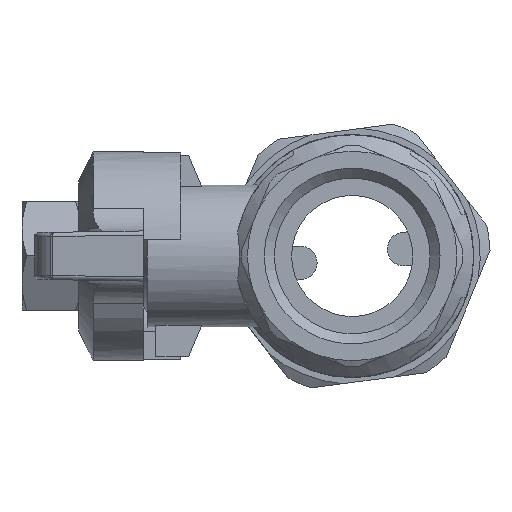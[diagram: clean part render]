
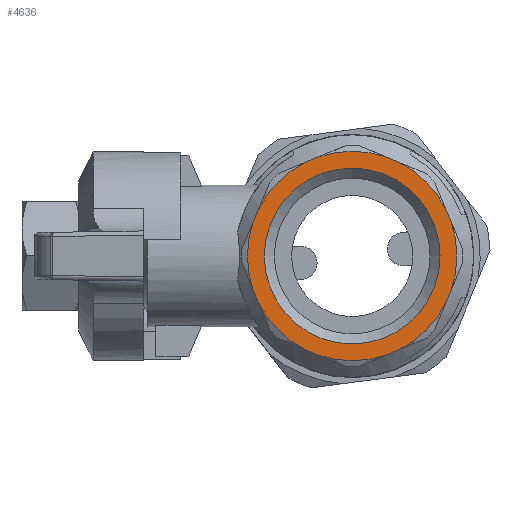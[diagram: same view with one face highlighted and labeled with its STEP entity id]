
A CAD part, left-side view. The second image highlights one B-rep face of the part: STEP entity #4636.
In plain terms, the highlighted face is planar.
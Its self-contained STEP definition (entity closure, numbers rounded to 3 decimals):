
#337=LINE('',#8844,#563);
#345=LINE('',#9175,#571);
#346=LINE('',#9176,#572);
#347=LINE('',#9181,#573);
#348=LINE('',#9185,#574);
#349=LINE('',#9186,#575);
#350=LINE('',#9190,#576);
#351=LINE('',#9191,#577);
#563=VECTOR('',#6971,1000.);
#571=VECTOR('',#7015,1000.);
#572=VECTOR('',#7016,1000.);
#573=VECTOR('',#7021,1000.);
#574=VECTOR('',#7024,1000.);
#575=VECTOR('',#7025,1000.);
#576=VECTOR('',#7028,1000.);
#577=VECTOR('',#7029,1000.);
#835=PLANE('',#6216);
#1209=ORIENTED_EDGE('',*,*,#2433,.F.);
#1210=ORIENTED_EDGE('',*,*,#2420,.T.);
#1211=ORIENTED_EDGE('',*,*,#2434,.F.);
#1212=ORIENTED_EDGE('',*,*,#2435,.T.);
#1213=ORIENTED_EDGE('',*,*,#2402,.F.);
#1214=ORIENTED_EDGE('',*,*,#2436,.T.);
#1215=ORIENTED_EDGE('',*,*,#2437,.F.);
#1216=ORIENTED_EDGE('',*,*,#2438,.T.);
#1217=ORIENTED_EDGE('',*,*,#2439,.F.);
#1218=ORIENTED_EDGE('',*,*,#2424,.T.);
#1219=ORIENTED_EDGE('',*,*,#2440,.F.);
#1220=ORIENTED_EDGE('',*,*,#2441,.T.);
#1221=ORIENTED_EDGE('',*,*,#2442,.F.);
#1222=ORIENTED_EDGE('',*,*,#2416,.T.);
#1223=ORIENTED_EDGE('',*,*,#2443,.F.);
#1224=ORIENTED_EDGE('',*,*,#2412,.T.);
#1225=ORIENTED_EDGE('',*,*,#2444,.F.);
#2402=EDGE_CURVE('',#3046,#3047,#337,.T.);
#2412=EDGE_CURVE('',#3057,#3056,#3479,.T.);
#2416=EDGE_CURVE('',#3061,#3060,#3481,.T.);
#2420=EDGE_CURVE('',#3065,#3064,#3483,.T.);
#2424=EDGE_CURVE('',#3069,#3068,#3485,.T.);
#2433=EDGE_CURVE('',#3065,#3056,#345,.T.);
#2434=EDGE_CURVE('',#3076,#3064,#346,.T.);
#2435=EDGE_CURVE('',#3076,#3047,#3489,.T.);
#2436=EDGE_CURVE('',#3046,#3077,#3490,.T.);
#2437=EDGE_CURVE('',#3078,#3077,#347,.T.);
#2438=EDGE_CURVE('',#3078,#3079,#3491,.T.);
#2439=EDGE_CURVE('',#3069,#3079,#348,.T.);
#2440=EDGE_CURVE('',#3080,#3068,#349,.T.);
#2441=EDGE_CURVE('',#3080,#3081,#3492,.T.);
#2442=EDGE_CURVE('',#3061,#3081,#350,.T.);
#2443=EDGE_CURVE('',#3057,#3060,#351,.T.);
#2444=EDGE_CURVE('',#3082,#3082,#3493,.T.);
#3046=VERTEX_POINT('',#8843);
#3047=VERTEX_POINT('',#8845);
#3056=VERTEX_POINT('',#8960);
#3057=VERTEX_POINT('',#8962);
#3060=VERTEX_POINT('',#9017);
#3061=VERTEX_POINT('',#9019);
#3064=VERTEX_POINT('',#9074);
#3065=VERTEX_POINT('',#9076);
#3068=VERTEX_POINT('',#9131);
#3069=VERTEX_POINT('',#9133);
#3076=VERTEX_POINT('',#9177);
#3077=VERTEX_POINT('',#9180);
#3078=VERTEX_POINT('',#9182);
#3079=VERTEX_POINT('',#9184);
#3080=VERTEX_POINT('',#9187);
#3081=VERTEX_POINT('',#9189);
#3082=VERTEX_POINT('',#9193);
#3479=CIRCLE('',#6201,12.53);
#3481=CIRCLE('',#6204,12.53);
#3483=CIRCLE('',#6207,12.53);
#3485=CIRCLE('',#6210,12.53);
#3489=CIRCLE('',#6217,12.53);
#3490=CIRCLE('',#6218,12.53);
#3491=CIRCLE('',#6219,12.53);
#3492=CIRCLE('',#6220,12.53);
#3493=CIRCLE('',#6221,10.516);
#3797=EDGE_LOOP('',(#1209,#1210,#1211,#1212,#1213,#1214,#1215,#1216,#1217,
#1218,#1219,#1220,#1221,#1222,#1223,#1224));
#3798=EDGE_LOOP('',(#1225));
#4190=FACE_BOUND('',#3797,.T.);
#4191=FACE_BOUND('',#3798,.T.);
#4636=ADVANCED_FACE('',(#4190,#4191),#835,.T.);
#6201=AXIS2_PLACEMENT_3D('',#8961,#6979,#6980);
#6204=AXIS2_PLACEMENT_3D('',#9018,#6985,#6986);
#6207=AXIS2_PLACEMENT_3D('',#9075,#6991,#6992);
#6210=AXIS2_PLACEMENT_3D('',#9132,#6997,#6998);
#6216=AXIS2_PLACEMENT_3D('',#9174,#7013,#7014);
#6217=AXIS2_PLACEMENT_3D('',#9178,#7017,#7018);
#6218=AXIS2_PLACEMENT_3D('',#9179,#7019,#7020);
#6219=AXIS2_PLACEMENT_3D('',#9183,#7022,#7023);
#6220=AXIS2_PLACEMENT_3D('',#9188,#7026,#7027);
#6221=AXIS2_PLACEMENT_3D('',#9192,#7030,#7031);
#6971=DIRECTION('',(-1.,0.,0.));
#6979=DIRECTION('',(0.,0.,1.));
#6980=DIRECTION('',(1.,0.,0.));
#6985=DIRECTION('',(0.,0.,1.));
#6986=DIRECTION('',(1.,0.,0.));
#6991=DIRECTION('',(0.,0.,1.));
#6992=DIRECTION('',(1.,0.,0.));
#6997=DIRECTION('',(0.,0.,1.));
#6998=DIRECTION('',(1.,0.,0.));
#7013=DIRECTION('',(0.,0.,1.));
#7014=DIRECTION('',(1.,0.,0.));
#7015=DIRECTION('',(0.,1.,0.));
#7016=DIRECTION('',(-0.707,0.707,0.));
#7017=DIRECTION('',(0.,0.,1.));
#7018=DIRECTION('',(1.,0.,0.));
#7019=DIRECTION('',(0.,0.,1.));
#7020=DIRECTION('',(1.,0.,0.));
#7021=DIRECTION('',(-0.707,-0.707,0.));
#7022=DIRECTION('',(0.,0.,1.));
#7023=DIRECTION('',(1.,0.,0.));
#7024=DIRECTION('',(0.,-1.,0.));
#7025=DIRECTION('',(0.707,-0.707,0.));
#7026=DIRECTION('',(0.,0.,1.));
#7027=DIRECTION('',(1.,0.,0.));
#7028=DIRECTION('',(1.,0.,0.));
#7029=DIRECTION('',(0.707,0.707,0.));
#7030=DIRECTION('',(0.,0.,1.));
#7031=DIRECTION('',(-0.383,0.924,0.));
#8843=CARTESIAN_POINT('',(0.865,-12.5,13.));
#8844=CARTESIAN_POINT('',(0.,-12.5,13.));
#8845=CARTESIAN_POINT('',(-0.865,-12.5,13.));
#8960=CARTESIAN_POINT('',(-12.5,0.865,13.));
#8961=CARTESIAN_POINT('',(0.,0.,13.));
#8962=CARTESIAN_POINT('',(-9.451,8.227,13.));
#9017=CARTESIAN_POINT('',(-8.227,9.451,13.));
#9018=CARTESIAN_POINT('',(0.,0.,13.));
#9019=CARTESIAN_POINT('',(-0.865,12.5,13.));
#9074=CARTESIAN_POINT('',(-9.451,-8.227,13.));
#9075=CARTESIAN_POINT('',(0.,0.,13.));
#9076=CARTESIAN_POINT('',(-12.5,-0.865,13.));
#9131=CARTESIAN_POINT('',(9.451,8.227,13.));
#9132=CARTESIAN_POINT('',(0.,0.,13.));
#9133=CARTESIAN_POINT('',(12.5,0.865,13.));
#9174=CARTESIAN_POINT('',(-4.192,10.121,13.));
#9175=CARTESIAN_POINT('',(-12.5,0.,13.));
#9176=CARTESIAN_POINT('',(-17.678,0.,13.));
#9177=CARTESIAN_POINT('',(-8.227,-9.451,13.));
#9178=CARTESIAN_POINT('',(0.,0.,13.));
#9179=CARTESIAN_POINT('',(0.,0.,13.));
#9180=CARTESIAN_POINT('',(8.227,-9.451,13.));
#9181=CARTESIAN_POINT('',(17.678,0.,13.));
#9182=CARTESIAN_POINT('',(9.451,-8.227,13.));
#9183=CARTESIAN_POINT('',(0.,0.,13.));
#9184=CARTESIAN_POINT('',(12.5,-0.865,13.));
#9185=CARTESIAN_POINT('',(12.5,0.,13.));
#9186=CARTESIAN_POINT('',(0.,17.678,13.));
#9187=CARTESIAN_POINT('',(8.227,9.451,13.));
#9188=CARTESIAN_POINT('',(0.,0.,13.));
#9189=CARTESIAN_POINT('',(0.865,12.5,13.));
#9190=CARTESIAN_POINT('',(0.,12.5,13.));
#9191=CARTESIAN_POINT('',(-17.678,0.,13.));
#9192=CARTESIAN_POINT('',(0.,0.,13.));
#9193=CARTESIAN_POINT('',(-4.024,9.715,13.));
